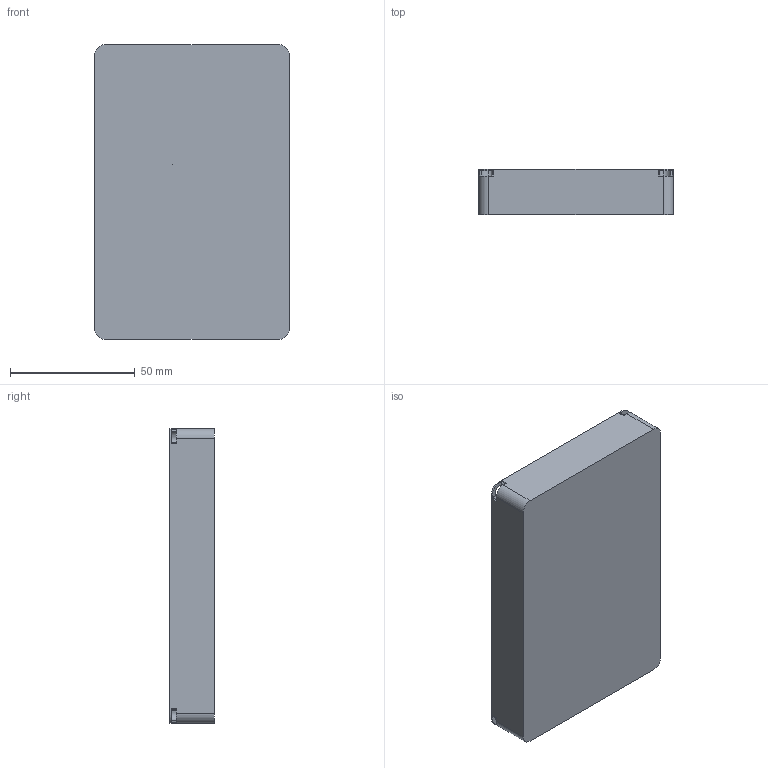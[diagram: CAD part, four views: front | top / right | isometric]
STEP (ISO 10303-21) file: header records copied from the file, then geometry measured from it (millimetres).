
FILE_DESCRIPTION (( 'STEP AP203' ), '1' );
FILE_NAME ('蠶芛碟.S', '2024-09-26T01:18:53', ( '' ), ( '' ), 'SwSTEP 2.0', 'SolidWorks 2022', '' );
FILE_SCHEMA (( 'CONFIG_CONTROL_DESIGN' ));
Length unit declared in the file: millimetre
Products named in the file (5): 105x5; 澀啣75x3x3x3; 俋褲____; ﾅ敎ｷｺﾐ｡､oD_｡鑰D
Assembly tree (49 placements, depth 2):
  ﾅ敎ｷｺﾐ｡､oD_｡鑰D
    ﾅ敎ｷｺﾐ｡､oD_｡鑰D  x45
    澀啣75x3x3x3  x2
    105x5
    俋褲____
Bounding box: 78 x 18 x 118 mm (x, y, z)
Volume: 49591 mm3; surface area: 71485.2 mm2
Topology: 49 solids, 49 shells, 2361 faces, 5964 edges, 3788 vertices
Faces by surface type: plane 1689, cylinder 308, sphere 180, bspline 180, cone 4
Entity records: 6868 total; most frequent: CARTESIAN_POINT 1116, DIRECTION 880, ORIENTED_EDGE 808, EDGE_CURVE 404, AXIS2_PLACEMENT_3D 295, VECTOR 290, LINE 290, VERTEX_POINT 260
